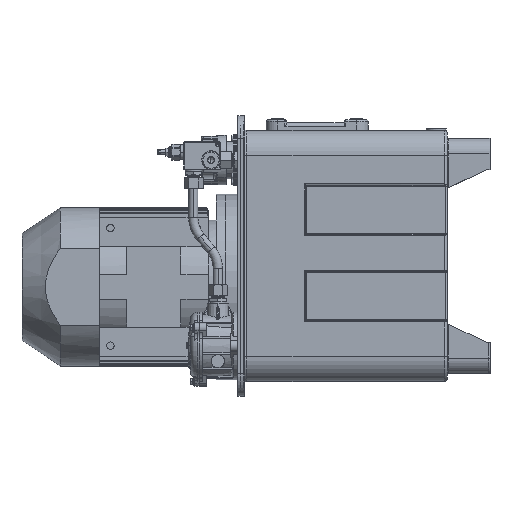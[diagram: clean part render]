
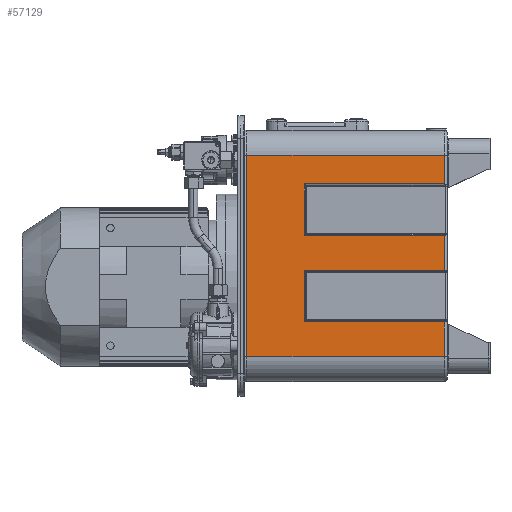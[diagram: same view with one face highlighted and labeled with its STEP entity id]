
A CAD part, left-side view. The second image highlights one B-rep face of the part: STEP entity #57129.
In plain terms, the highlighted planar face has unit normal (-1, 0, 0).
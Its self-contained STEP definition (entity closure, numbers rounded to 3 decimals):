
#5638=DIRECTION('',(0.,0.,1.));
#5639=VECTOR('',#5638,326.);
#5640=CARTESIAN_POINT('',(-283.,-8.,-163.));
#5641=LINE('',#5640,#5639);
#9006=DIRECTION('',(0.,1.,0.));
#9007=VECTOR('',#9006,319.);
#9008=CARTESIAN_POINT('',(-283.,-327.,-163.));
#9009=LINE('',#9008,#9007);
#9014=DIRECTION('',(0.,-1.,0.));
#9015=VECTOR('',#9014,226.464);
#9016=CARTESIAN_POINT('',(-283.,-100.536,33.536));
#9017=LINE('',#9016,#9015);
#9018=DIRECTION('',(0.,0.,-1.));
#9019=VECTOR('',#9018,82.928);
#9020=CARTESIAN_POINT('',(-283.,-100.536,116.464));
#9021=LINE('',#9020,#9019);
#9038=DIRECTION('',(0.,1.,0.));
#9039=VECTOR('',#9038,226.464);
#9040=CARTESIAN_POINT('',(-283.,-327.,
116.464));
#9041=LINE('',#9040,#9039);
#9133=DIRECTION('',(0.,0.,-1.));
#9134=VECTOR('',#9133,46.536);
#9135=CARTESIAN_POINT('',(-283.,-327.,163.));
#9136=LINE('',#9135,#9134);
#9141=DIRECTION('',(0.,0.,-1.));
#9142=VECTOR('',#9141,56.536);
#9143=CARTESIAN_POINT('',(-283.,-327.,
-106.464));
#9144=LINE('',#9143,#9142);
#9213=DIRECTION('',(0.,0.,-1.));
#9214=VECTOR('',#9213,57.072);
#9215=CARTESIAN_POINT('',(-283.,-327.,
33.536));
#9216=LINE('',#9215,#9214);
#9412=DIRECTION('',(0.,-1.,0.));
#9413=VECTOR('',#9412,319.);
#9414=CARTESIAN_POINT('',(-283.,-8.,163.));
#9415=LINE('',#9414,#9413);
#10738=DIRECTION('',(0.,-1.,0.));
#10739=VECTOR('',#10738,226.464);
#10740=CARTESIAN_POINT('',(-283.,-100.536,-106.464));
#10741=LINE('',#10740,#10739);
#10742=DIRECTION('',(0.,0.,-1.));
#10743=VECTOR('',#10742,82.928);
#10744=CARTESIAN_POINT('',(-283.,-100.536,-23.536));
#10745=LINE('',#10744,#10743);
#10762=DIRECTION('',(0.,1.,0.));
#10763=VECTOR('',#10762,226.464);
#10764=CARTESIAN_POINT('',(-283.,-327.,
-23.536));
#10765=LINE('',#10764,#10763);
#41314=CARTESIAN_POINT('',(-283.,-8.,163.));
#41315=VERTEX_POINT('',#41314);
#41316=CARTESIAN_POINT('',(-283.,-327.,163.));
#41317=VERTEX_POINT('',#41316);
#41500=CARTESIAN_POINT('',(-283.,-100.536,33.536));
#41501=CARTESIAN_POINT('',(-283.,-327.,
33.536));
#41502=VERTEX_POINT('',#41500);
#41503=VERTEX_POINT('',#41501);
#41504=CARTESIAN_POINT('',(-283.,-100.536,116.464));
#41505=VERTEX_POINT('',#41504);
#41506=CARTESIAN_POINT('',(-283.,-327.,
116.464));
#41507=VERTEX_POINT('',#41506);
#41508=CARTESIAN_POINT('',(-283.,-8.,-163.));
#41509=VERTEX_POINT('',#41508);
#41510=CARTESIAN_POINT('',(-283.,-327.,-163.));
#41511=VERTEX_POINT('',#41510);
#41512=CARTESIAN_POINT('',(-283.,-327.,
-106.464));
#41513=VERTEX_POINT('',#41512);
#41514=CARTESIAN_POINT('',(-283.,-100.536,-106.464));
#41515=VERTEX_POINT('',#41514);
#41516=CARTESIAN_POINT('',(-283.,-100.536,-23.536));
#41517=VERTEX_POINT('',#41516);
#41518=CARTESIAN_POINT('',(-283.,-327.,
-23.536));
#41519=VERTEX_POINT('',#41518);
#57100=CARTESIAN_POINT('',(-283.,-332.,-163.));
#57101=DIRECTION('',(-1.,0.,0.));
#57102=DIRECTION('',(0.,0.,1.));
#57103=AXIS2_PLACEMENT_3D('',#57100,#57101,#57102);
#57104=PLANE('',#57103);
#57106=ORIENTED_EDGE('',*,*,#57105,.T.);
#57108=ORIENTED_EDGE('',*,*,#57107,.T.);
#57110=ORIENTED_EDGE('',*,*,#57109,.T.);
#57112=ORIENTED_EDGE('',*,*,#57111,.T.);
#57114=ORIENTED_EDGE('',*,*,#57113,.T.);
#57116=ORIENTED_EDGE('',*,*,#57115,.T.);
#57117=ORIENTED_EDGE('',*,*,#57093,.T.);
#57118=ORIENTED_EDGE('',*,*,#52558,.T.);
#57120=ORIENTED_EDGE('',*,*,#57119,.T.);
#57122=ORIENTED_EDGE('',*,*,#57121,.T.);
#57124=ORIENTED_EDGE('',*,*,#57123,.T.);
#57126=ORIENTED_EDGE('',*,*,#57125,.T.);
#57127=EDGE_LOOP('',(#57106,#57108,#57110,#57112,#57114,#57116,#57117,#57118,
#57120,#57122,#57124,#57126));
#57128=FACE_OUTER_BOUND('',#57127,.F.);
#57129=ADVANCED_FACE('',(#57128),#57104,.T.);
#52558=EDGE_CURVE('',#41509,#41315,#5641,.T.);
#57093=EDGE_CURVE('',#41511,#41509,#9009,.T.);
#57105=EDGE_CURVE('',#41502,#41503,#9017,.T.);
#57107=EDGE_CURVE('',#41503,#41519,#9216,.T.);
#57109=EDGE_CURVE('',#41519,#41517,#10765,.T.);
#57111=EDGE_CURVE('',#41517,#41515,#10745,.T.);
#57113=EDGE_CURVE('',#41515,#41513,#10741,.T.);
#57115=EDGE_CURVE('',#41513,#41511,#9144,.T.);
#57119=EDGE_CURVE('',#41315,#41317,#9415,.T.);
#57121=EDGE_CURVE('',#41317,#41507,#9136,.T.);
#57123=EDGE_CURVE('',#41507,#41505,#9041,.T.);
#57125=EDGE_CURVE('',#41505,#41502,#9021,.T.);
